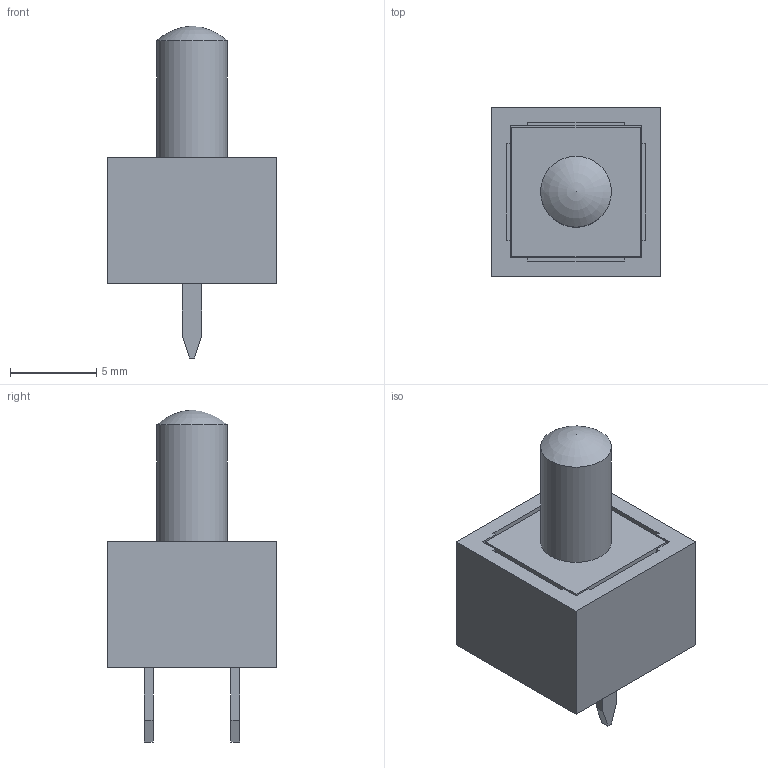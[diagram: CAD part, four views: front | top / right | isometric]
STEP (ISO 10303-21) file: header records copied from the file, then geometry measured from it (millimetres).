
FILE_DESCRIPTION(/* description */ ('Unknown'),/* implementation_level */ '2;1');
FILE_NAME(/* name */ '1543-650-149',/* time_stamp */ '2023-12-05T11:23:16+02:00',/* author */ ('Unknown'),/* organization */ ('Unknown'),/* preprocessor_version */ 'ST-DEVELOPER v18.102',/* originating_system */ 'Solid Edge',/* authorisation */ 'Unknown');
FILE_SCHEMA (('FEATURE_BASED_PROCESS_PLANNING','AUTOMOTIVE_DESIGN {1 0 10303 214 3 1 1}'));
Length unit declared in the file: millimetre
Products named in the file (1): 1543-650-149
Bounding box: 9.8 x 9.8 x 19.2 mm (x, y, z)
Volume: 796.4 mm3; surface area: 637.8 mm2
Topology: 1 solids, 1 shells, 48 faces, 126 edges, 84 vertices
Faces by surface type: plane 46, torus 1, cylinder 1
Full cylindrical faces by diameter (mm): 4.1 x1
Entity records: 1788 total; most frequent: CARTESIAN_POINT 254, ORIENTED_EDGE 244, DIRECTION 222, EDGE_CURVE 122, LINE 120, VECTOR 120, VERTEX_POINT 83, FACE_BOUND 55
